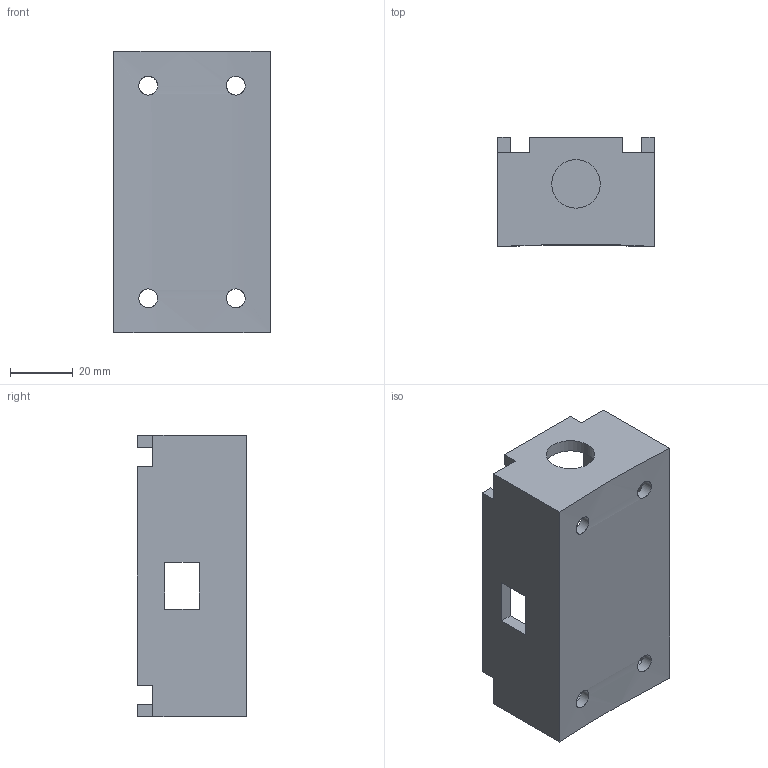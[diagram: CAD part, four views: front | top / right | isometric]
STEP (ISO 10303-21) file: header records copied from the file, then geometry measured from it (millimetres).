
FILE_DESCRIPTION(/* description */ (''),/* implementation_level */ '2;1');
FILE_NAME(/* name */ 'Board Controller Body v8.stp',/* time_stamp */ '2025-09-12T00:24:43+02:00',/* author */ (''),/* organization */ (''),/* preprocessor_version */ 'ST-DEVELOPER v20.1',/* originating_system */ 'Autodesk Translation Framework v14.10.0.0',/* authorisation */ '');
FILE_SCHEMA (('AUTOMOTIVE_DESIGN { 1 0 10303 214 3 1 1 }'));
Length unit declared in the file: millimetre
Products named in the file (1): Board Controller Body
Bounding box: 50 x 35 x 90 mm (x, y, z)
Volume: 44622.8 mm3; surface area: 25566.7 mm2
Topology: 1 solids, 1 shells, 39 faces, 115 edges, 78 vertices
Faces by surface type: plane 33, cylinder 5, bspline 1
Full cylindrical faces by diameter (mm): 6 x4, 15.5 x1
Entity records: 1727 total; most frequent: CARTESIAN_POINT 648, ORIENTED_EDGE 230, DIRECTION 189, EDGE_CURVE 115, LINE 99, VECTOR 99, VERTEX_POINT 78, EDGE_LOOP 53
